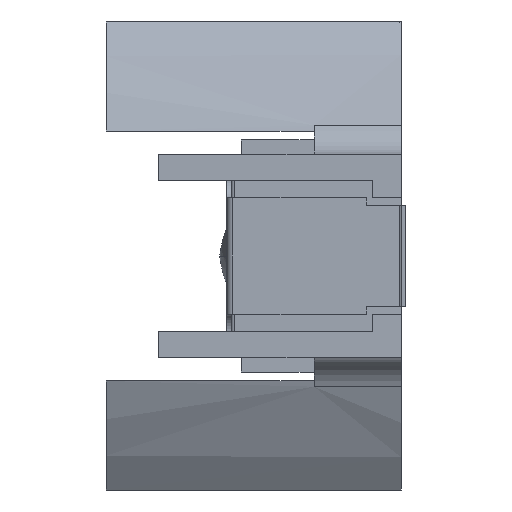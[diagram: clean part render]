
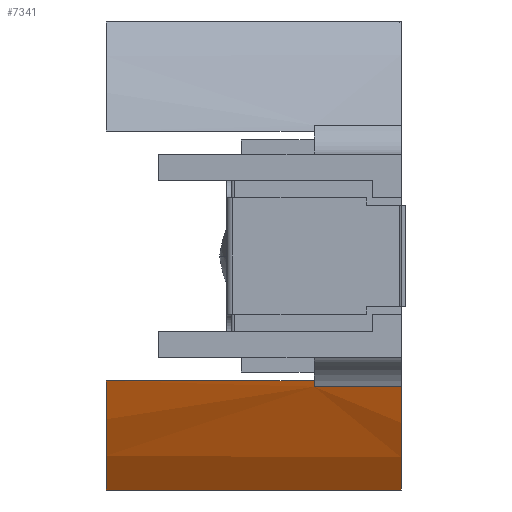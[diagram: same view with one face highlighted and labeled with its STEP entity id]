
A CAD part, left-side view. The second image highlights one B-rep face of the part: STEP entity #7341.
In plain terms, the highlighted cylindrical face has radius 13.4 mm (diameter 26.8 mm), a partial arc.
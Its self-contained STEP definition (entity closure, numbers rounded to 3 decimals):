
#229 = DIRECTION ( 'NONE',  ( 0., 1., 0. ) ) ;
#510 = CARTESIAN_POINT ( 'NONE',  ( 0., 0., 0. ) ) ;
#538 = AXIS2_PLACEMENT_3D ( 'NONE', #1958, #6775, #4091 ) ;
#543 = VERTEX_POINT ( 'NONE', #3912 ) ;
#633 = EDGE_CURVE ( 'NONE', #8452, #2300, #4436, .T. ) ;
#666 = CIRCLE ( 'NONE', #5022, 13.4 ) ;
#1086 = VECTOR ( 'NONE', #2948, 1000. ) ;
#1228 = AXIS2_PLACEMENT_3D ( 'NONE', #5419, #1984, #8908 ) ;
#1253 = VECTOR ( 'NONE', #229, 1000. ) ;
#1626 = CARTESIAN_POINT ( 'NONE',  ( -12.623, 0., -4.497 ) ) ;
#1675 = AXIS2_PLACEMENT_3D ( 'NONE', #5853, #2418, #5175 ) ;
#1958 = CARTESIAN_POINT ( 'NONE',  ( 0., 3., 0. ) ) ;
#1984 = DIRECTION ( 'NONE',  ( 0., 1., 0. ) ) ;
#2070 = ORIENTED_EDGE ( 'NONE', *, *, #7833, .T. ) ;
#2090 = CIRCLE ( 'NONE', #1228, 13.4 ) ;
#2300 = VERTEX_POINT ( 'NONE', #6960 ) ;
#2418 = DIRECTION ( 'NONE',  ( 0., -1., 0. ) ) ;
#2524 = DIRECTION ( 'NONE',  ( 0., 0., -1. ) ) ;
#2568 = LINE ( 'NONE', #8001, #7469 ) ;
#2948 = DIRECTION ( 'NONE',  ( 0., 1., 0. ) ) ;
#2953 = LINE ( 'NONE', #3536, #1253 ) ;
#2967 = VERTEX_POINT ( 'NONE', #5200 ) ;
#3348 = CARTESIAN_POINT ( 'NONE',  ( -12.691, 3., -4.3 ) ) ;
#3458 = EDGE_CURVE ( 'NONE', #543, #2967, #2568, .T. ) ;
#3536 = CARTESIAN_POINT ( 'NONE',  ( -12.691, 3., -4.3 ) ) ;
#3677 = ORIENTED_EDGE ( 'NONE', *, *, #7268, .T. ) ;
#3831 = ORIENTED_EDGE ( 'NONE', *, *, #8119, .F. ) ;
#3912 = CARTESIAN_POINT ( 'NONE',  ( -10.712, 10.15, -8.05 ) ) ;
#4091 = DIRECTION ( 'NONE',  ( 0., 0., -1. ) ) ;
#4436 = CIRCLE ( 'NONE', #1675, 13.4 ) ;
#4827 = VERTEX_POINT ( 'NONE', #8824 ) ;
#5022 = AXIS2_PLACEMENT_3D ( 'NONE', #510, #5960, #2524 ) ;
#5072 = CARTESIAN_POINT ( 'NONE',  ( -12.623, 3., -4.497 ) ) ;
#5175 = DIRECTION ( 'NONE',  ( 0., 0., 1. ) ) ;
#5200 = CARTESIAN_POINT ( 'NONE',  ( -10.712, 0., -8.05 ) ) ;
#5276 = DIRECTION ( 'NONE',  ( 0., -1., 0. ) ) ;
#5419 = CARTESIAN_POINT ( 'NONE',  ( 0., 10.15, 0. ) ) ;
#5652 = LINE ( 'NONE', #5072, #1086 ) ;
#5853 = CARTESIAN_POINT ( 'NONE',  ( 0., 3., 0. ) ) ;
#5960 = DIRECTION ( 'NONE',  ( 0., 1., 0. ) ) ;
#6219 = ORIENTED_EDGE ( 'NONE', *, *, #6600, .T. ) ;
#6600 = EDGE_CURVE ( 'NONE', #8452, #4827, #2953, .T. ) ;
#6736 = ORIENTED_EDGE ( 'NONE', *, *, #633, .F. ) ;
#6775 = DIRECTION ( 'NONE',  ( 0., -1., 0. ) ) ;
#6960 = CARTESIAN_POINT ( 'NONE',  ( -12.623, 3., -4.497 ) ) ;
#7268 = EDGE_CURVE ( 'NONE', #2967, #7834, #666, .T. ) ;
#7341 = ADVANCED_FACE ( 'NONE', ( #8680 ), #8002, .T. ) ;
#7371 = ORIENTED_EDGE ( 'NONE', *, *, #3458, .T. ) ;
#7469 = VECTOR ( 'NONE', #5276, 1000. ) ;
#7738 = EDGE_LOOP ( 'NONE', ( #6219, #3831, #7371, #3677, #2070, #6736 ) ) ;
#7833 = EDGE_CURVE ( 'NONE', #7834, #2300, #5652, .T. ) ;
#7834 = VERTEX_POINT ( 'NONE', #1626 ) ;
#8001 = CARTESIAN_POINT ( 'NONE',  ( -10.712, 3., -8.05 ) ) ;
#8002 = CYLINDRICAL_SURFACE ( 'NONE', #538, 13.4 ) ;
#8119 = EDGE_CURVE ( 'NONE', #543, #4827, #2090, .T. ) ;
#8452 = VERTEX_POINT ( 'NONE', #3348 ) ;
#8680 = FACE_OUTER_BOUND ( 'NONE', #7738, .T. ) ;
#8824 = CARTESIAN_POINT ( 'NONE',  ( -12.691, 10.15, -4.3 ) ) ;
#8908 = DIRECTION ( 'NONE',  ( 0., 0., 1. ) ) ;
